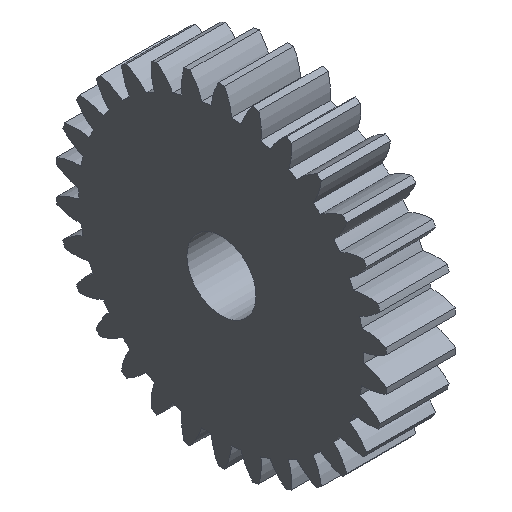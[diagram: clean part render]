
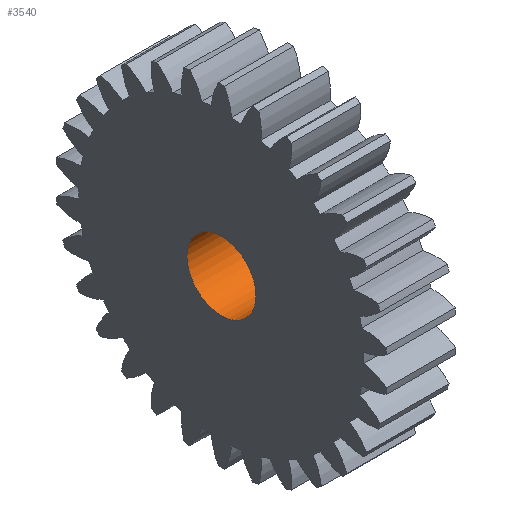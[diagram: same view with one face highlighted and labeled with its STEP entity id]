
A CAD part, isometric view. The second image highlights one B-rep face of the part: STEP entity #3540.
In plain terms, the highlighted cylindrical face has radius 10 mm (diameter 20 mm), a full revolution.
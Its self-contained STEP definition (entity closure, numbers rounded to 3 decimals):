
#2 = CYLINDRICAL_SURFACE ( 'NONE', #931, 10. ) ;
#236 = VERTEX_POINT ( 'NONE', #3876 ) ;
#309 = FACE_OUTER_BOUND ( 'NONE', #2571, .T. ) ;
#330 = FACE_OUTER_BOUND ( 'NONE', #489, .T. ) ;
#489 = EDGE_LOOP ( 'NONE', ( #3750 ) ) ;
#585 = AXIS2_PLACEMENT_3D ( 'NONE', #2136, #3076, #3462 ) ;
#789 = EDGE_CURVE ( 'NONE', #236, #236, #3102, .T. ) ;
#931 = AXIS2_PLACEMENT_3D ( 'NONE', #999, #1038, #1020 ) ;
#999 = CARTESIAN_POINT ( 'NONE',  ( 50., 0., 0. ) ) ;
#1020 = DIRECTION ( 'NONE',  ( 0., 0., 1. ) ) ;
#1038 = DIRECTION ( 'NONE',  ( -1., 0., 0. ) ) ;
#1161 = AXIS2_PLACEMENT_3D ( 'NONE', #3632, #1693, #1651 ) ;
#1353 = ORIENTED_EDGE ( 'NONE', *, *, #789, .T. ) ;
#1409 = CIRCLE ( 'NONE', #585, 10. ) ;
#1549 = VERTEX_POINT ( 'NONE', #2605 ) ;
#1651 = DIRECTION ( 'NONE',  ( 0., 0., -1. ) ) ;
#1693 = DIRECTION ( 'NONE',  ( -1., 0., 0. ) ) ;
#2136 = CARTESIAN_POINT ( 'NONE',  ( 20., 0., 0. ) ) ;
#2571 = EDGE_LOOP ( 'NONE', ( #1353 ) ) ;
#2605 = CARTESIAN_POINT ( 'NONE',  ( 20., 0., 10. ) ) ;
#3076 = DIRECTION ( 'NONE',  ( 1., 0., 0. ) ) ;
#3102 = CIRCLE ( 'NONE', #1161, 10. ) ;
#3462 = DIRECTION ( 'NONE',  ( 0., 0., 1. ) ) ;
#3540 = ADVANCED_FACE ( 'NONE', ( #309, #330 ), #2, .F. ) ;
#3632 = CARTESIAN_POINT ( 'NONE',  ( 0., 0., 0. ) ) ;
#3750 = ORIENTED_EDGE ( 'NONE', *, *, #3756, .T. ) ;
#3756 = EDGE_CURVE ( 'NONE', #1549, #1549, #1409, .T. ) ;
#3876 = CARTESIAN_POINT ( 'NONE',  ( 0., 0., -10. ) ) ;
